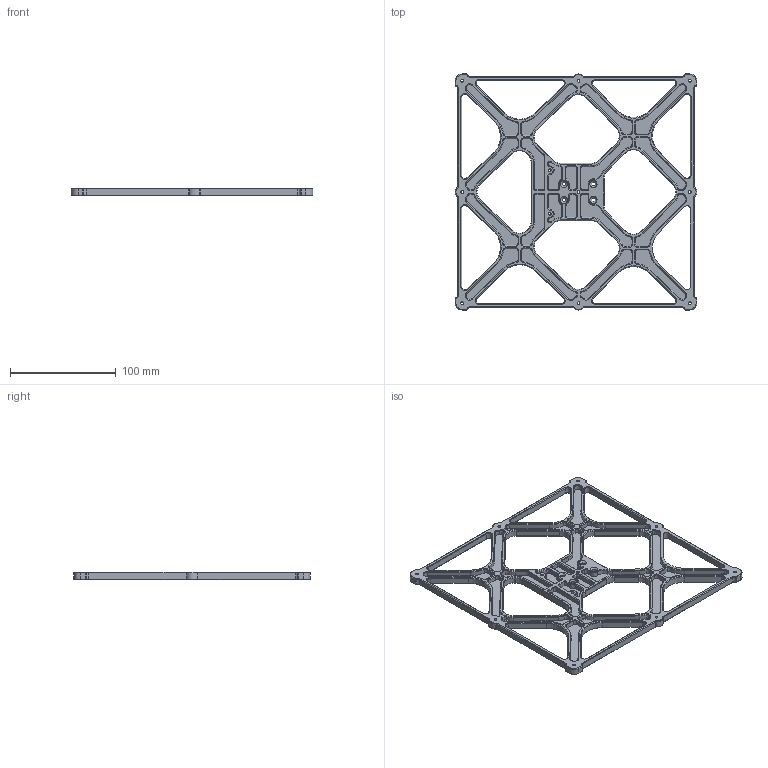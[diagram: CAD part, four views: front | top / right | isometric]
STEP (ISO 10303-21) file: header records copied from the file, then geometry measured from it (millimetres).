
FILE_DESCRIPTION(/* description */ (''),/* implementation_level */ '2;1');
FILE_NAME(/* name */ 'alu_heate_bed_carriage.step',/* time_stamp */ '2021-02-28T13:45:42+07:00',/* author */ (''),/* organization */ (''),/* preprocessor_version */ 'ST-DEVELOPER v18.1',/* originating_system */ 'Autodesk Translation Framework v9.7.0.1280',/* authorisation */ '');
FILE_SCHEMA (('AUTOMOTIVE_DESIGN { 1 0 10303 214 3 1 1 }'));
Length unit declared in the file: millimetre
Products named in the file (1): Aluminum Heate Bed Carriage
Bounding box: 228 x 223 x 7 mm (x, y, z)
Volume: 98760.8 mm3; surface area: 74432.2 mm2
Topology: 1 solids, 1 shells, 1029 faces, 2463 edges, 1456 vertices
Faces by surface type: plane 412, cone 340, cylinder 277
Full cylindrical faces by diameter (mm): 2.529 x11, 3.4 x4
Entity records: 29494 total; most frequent: DIRECTION 5416, CARTESIAN_POINT 4976, ORIENTED_EDGE 4926, EDGE_CURVE 2463, AXIS2_PLACEMENT_3D 1930, LINE 1556, VECTOR 1556, VERTEX_POINT 1456
